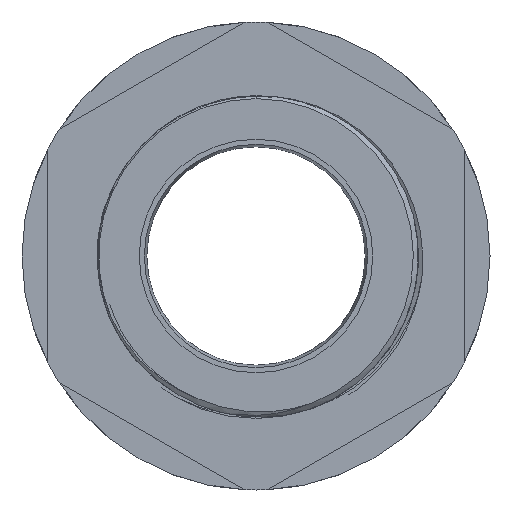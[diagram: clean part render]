
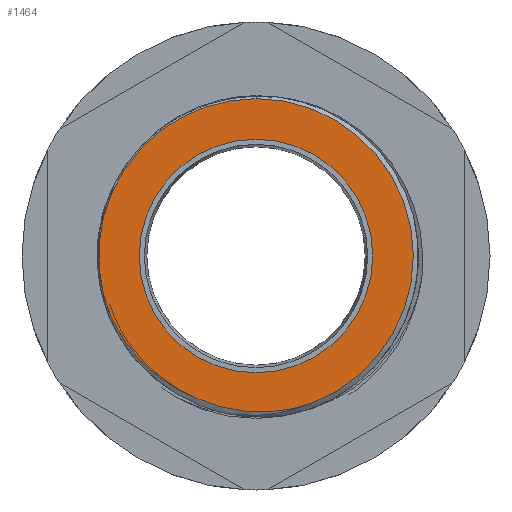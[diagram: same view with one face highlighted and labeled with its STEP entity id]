
A CAD part, front view. The second image highlights one B-rep face of the part: STEP entity #1464.
In plain terms, the highlighted planar face has unit normal (0, -1, 0).
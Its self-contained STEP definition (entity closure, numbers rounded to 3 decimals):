
#25 = CARTESIAN_POINT ( 'NONE',  ( -11.186, -10., -10.532 ) ) ;
#39 = CARTESIAN_POINT ( 'NONE',  ( -11.524, -10., -10.18 ) ) ;
#65 = CARTESIAN_POINT ( 'NONE',  ( -12.169, -10., -9.441 ) ) ;
#82 = CARTESIAN_POINT ( 'NONE',  ( -12.474, -10., -9.057 ) ) ;
#97 = CARTESIAN_POINT ( 'NONE',  ( -13.326, -10., -7.871 ) ) ;
#141 = CARTESIAN_POINT ( 'NONE',  ( -13.816, -10., -7.035 ) ) ;
#187 = CARTESIAN_POINT ( 'NONE',  ( -14.227, -10., -6.151 ) ) ;
#188 = DIRECTION ( 'NONE',  ( 0., 0., -1. ) ) ;
#241 = DIRECTION ( 'NONE',  ( 0., 0., 1. ) ) ;
#683 = VERTEX_POINT ( 'NONE', #11312 ) ;
#783 = EDGE_CURVE ( 'NONE', #3148, #4267, #11598, .T. ) ;
#843 = DIRECTION ( 'NONE',  ( 0., 0., 1. ) ) ;
#852 = DIRECTION ( 'NONE',  ( 0., 1., 0. ) ) ;
#864 = DIRECTION ( 'NONE',  ( 0., -1., 0. ) ) ;
#906 = CARTESIAN_POINT ( 'NONE',  ( 0., -10., 0. ) ) ;
#921 = PLANE ( 'NONE',  #10539 ) ;
#1050 = FACE_OUTER_BOUND ( 'NONE', #3845, .T. ) ;
#1464 = ADVANCED_FACE ( 'NONE', ( #5833, #1050 ), #921, .F. ) ;
#1599 = CARTESIAN_POINT ( 'NONE',  ( 5.493, -10., -14.494 ) ) ;
#1636 = EDGE_CURVE ( 'NONE', #10866, #3148, #3370, .T. ) ;
#2638 = CARTESIAN_POINT ( 'NONE',  ( -5.917, -10., -13.985 ) ) ;
#2753 = CARTESIAN_POINT ( 'NONE',  ( -7.698, -10., -13.162 ) ) ;
#2917 = CARTESIAN_POINT ( 'NONE',  ( -6.823, -10., -13.605 ) ) ;
#3148 = VERTEX_POINT ( 'NONE', #8976 ) ;
#3215 = CARTESIAN_POINT ( 'NONE',  ( -6.375, -10., -13.806 ) ) ;
#3370 = B_SPLINE_CURVE_WITH_KNOTS ( 'NONE', 3,
 ( #187, #141, #97, #82, #65, #39, #25, #4367, #4265, #3848, #2753, #2917, #3215, #2638 ),
 .UNSPECIFIED., .F., .F.,
 ( 4, 2, 2, 2, 2, 2, 4 ),
 ( 0.019, 0.022, 0.024, 0.025, 0.028, 0.029, 0.031 ),
 .UNSPECIFIED. ) ;
#3845 = EDGE_LOOP ( 'NONE', ( #8327, #9351, #12351, #11990 ) ) ;
#3848 = CARTESIAN_POINT ( 'NONE',  ( -8.127, -10., -12.917 ) ) ;
#4022 = EDGE_CURVE ( 'NONE', #683, #7863, #11264, .T. ) ;
#4060 = EDGE_CURVE ( 'NONE', #4938, #10866, #5941, .T. ) ;
#4265 = CARTESIAN_POINT ( 'NONE',  ( -9.364, -10., -12.131 ) ) ;
#4267 = VERTEX_POINT ( 'NONE', #1599 ) ;
#4367 = CARTESIAN_POINT ( 'NONE',  ( -10.128, -10., -11.534 ) ) ;
#4547 = CARTESIAN_POINT ( 'NONE',  ( 0., -10., 0. ) ) ;
#4552 = CIRCLE ( 'NONE', #9685, 15.5 ) ;
#4727 = EDGE_LOOP ( 'NONE', ( #6353, #8735 ) ) ;
#4730 = CARTESIAN_POINT ( 'NONE',  ( -14.227, -10., -6.151 ) ) ;
#4938 = VERTEX_POINT ( 'NONE', #6077 ) ;
#5060 = AXIS2_PLACEMENT_3D ( 'NONE', #11588, #5947, #188 ) ;
#5514 = DIRECTION ( 'NONE',  ( 0., 0., 1. ) ) ;
#5591 = CIRCLE ( 'NONE', #9084, 11.5 ) ;
#5833 = FACE_BOUND ( 'NONE', #4727, .T. ) ;
#5941 = CIRCLE ( 'NONE', #6364, 15.5 ) ;
#5947 = DIRECTION ( 'NONE',  ( 0., -1., 0. ) ) ;
#5986 = DIRECTION ( 'NONE',  ( 0., -1., 0. ) ) ;
#6077 = CARTESIAN_POINT ( 'NONE',  ( 0., -10., 15.5 ) ) ;
#6353 = ORIENTED_EDGE ( 'NONE', *, *, #4022, .F. ) ;
#6364 = AXIS2_PLACEMENT_3D ( 'NONE', #11628, #5986, #241 ) ;
#6597 = CARTESIAN_POINT ( 'NONE',  ( 0., -10., 0. ) ) ;
#7570 = DIRECTION ( 'NONE',  ( 0., 0., -1. ) ) ;
#7743 = EDGE_CURVE ( 'NONE', #4267, #4938, #4552, .T. ) ;
#7863 = VERTEX_POINT ( 'NONE', #12218 ) ;
#8327 = ORIENTED_EDGE ( 'NONE', *, *, #7743, .T. ) ;
#8735 = ORIENTED_EDGE ( 'NONE', *, *, #10121, .F. ) ;
#8976 = CARTESIAN_POINT ( 'NONE',  ( -5.917, -10., -13.985 ) ) ;
#9084 = AXIS2_PLACEMENT_3D ( 'NONE', #6597, #864, #7570 ) ;
#9351 = ORIENTED_EDGE ( 'NONE', *, *, #4060, .T. ) ;
#9685 = AXIS2_PLACEMENT_3D ( 'NONE', #4547, #11165, #5514 ) ;
#10121 = EDGE_CURVE ( 'NONE', #7863, #683, #5591, .T. ) ;
#10539 = AXIS2_PLACEMENT_3D ( 'NONE', #906, #852, #843 ) ;
#10676 = CARTESIAN_POINT ( 'NONE',  ( 5.493, -10., -14.494 ) ) ;
#10688 = CARTESIAN_POINT ( 'NONE',  ( 4.569, -10., -14.816 ) ) ;
#10693 = CARTESIAN_POINT ( 'NONE',  ( 3.626, -10., -15.046 ) ) ;
#10707 = CARTESIAN_POINT ( 'NONE',  ( 2.185, -10., -15.26 ) ) ;
#10721 = CARTESIAN_POINT ( 'NONE',  ( 1.7, -10., -15.308 ) ) ;
#10730 = CARTESIAN_POINT ( 'NONE',  ( 0.72, -10., -15.36 ) ) ;
#10734 = CARTESIAN_POINT ( 'NONE',  ( 0.229, -10., -15.362 ) ) ;
#10742 = CARTESIAN_POINT ( 'NONE',  ( -1.229, -10., -15.301 ) ) ;
#10747 = CARTESIAN_POINT ( 'NONE',  ( -2.19, -10., -15.167 ) ) ;
#10761 = CARTESIAN_POINT ( 'NONE',  ( -3.612, -10., -14.827 ) ) ;
#10773 = CARTESIAN_POINT ( 'NONE',  ( -4.085, -10., -14.69 ) ) ;
#10777 = CARTESIAN_POINT ( 'NONE',  ( -5.917, -10., -13.985 ) ) ;
#10793 = CARTESIAN_POINT ( 'NONE',  ( -5.47, -10., -14.189 ) ) ;
#10829 = CARTESIAN_POINT ( 'NONE',  ( -5.014, -10., -14.371 ) ) ;
#10866 = VERTEX_POINT ( 'NONE', #4730 ) ;
#11165 = DIRECTION ( 'NONE',  ( 0., -1., 0. ) ) ;
#11264 = CIRCLE ( 'NONE', #5060, 11.5 ) ;
#11312 = CARTESIAN_POINT ( 'NONE',  ( 0., -10., -11.5 ) ) ;
#11588 = CARTESIAN_POINT ( 'NONE',  ( 0., -10., 0. ) ) ;
#11598 = B_SPLINE_CURVE_WITH_KNOTS ( 'NONE', 3,
 ( #10777, #10793, #10829, #10773, #10761, #10747, #10742, #10734, #10730, #10721, #10707, #10693, #10688, #10676 ),
 .UNSPECIFIED., .F., .F.,
 ( 4, 2, 2, 2, 2, 2, 4 ),
 ( 0., 0.001, 0.003, 0.006, 0.007, 0.009, 0.012 ),
 .UNSPECIFIED. ) ;
#11628 = CARTESIAN_POINT ( 'NONE',  ( 0., -10., 0. ) ) ;
#11990 = ORIENTED_EDGE ( 'NONE', *, *, #783, .T. ) ;
#12218 = CARTESIAN_POINT ( 'NONE',  ( 0., -10., 11.5 ) ) ;
#12351 = ORIENTED_EDGE ( 'NONE', *, *, #1636, .T. ) ;
